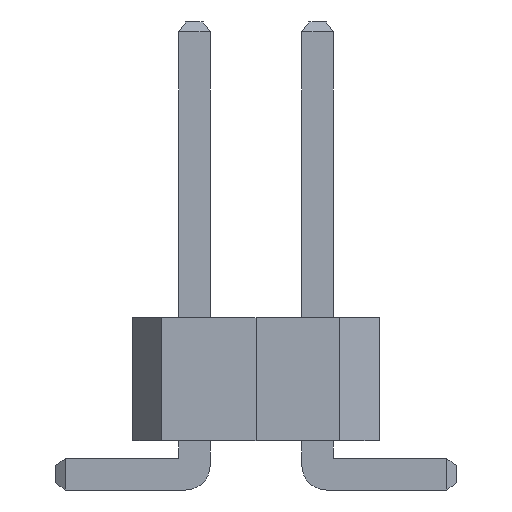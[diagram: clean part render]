
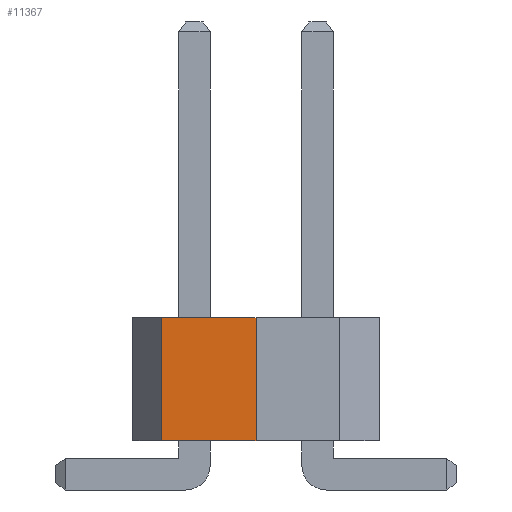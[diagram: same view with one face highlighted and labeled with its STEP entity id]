
A CAD part, front view. The second image highlights one B-rep face of the part: STEP entity #11367.
In plain terms, the highlighted planar face has unit normal (0, -1, 0).
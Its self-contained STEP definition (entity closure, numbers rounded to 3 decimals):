
#86 = VERTEX_POINT ( 'NONE', #10955 ) ;
#693 = PLANE ( 'NONE',  #19532 ) ;
#1716 = VECTOR ( 'NONE', #16656, 1000. ) ;
#2122 = CARTESIAN_POINT ( 'NONE',  ( 0., -12.68, 3.5 ) ) ;
#2556 = EDGE_CURVE ( 'NONE', #5235, #8860, #16292, .T. ) ;
#3675 = LINE ( 'NONE', #24829, #8608 ) ;
#4436 = FACE_OUTER_BOUND ( 'NONE', #8257, .T. ) ;
#4667 = VECTOR ( 'NONE', #21726, 1000. ) ;
#5235 = VERTEX_POINT ( 'NONE', #2122 ) ;
#5890 = ORIENTED_EDGE ( 'NONE', *, *, #19632, .T. ) ;
#7501 = VECTOR ( 'NONE', #10276, 1000. ) ;
#8257 = EDGE_LOOP ( 'NONE', ( #24852, #5890, #9645, #17101 ) ) ;
#8608 = VECTOR ( 'NONE', #20733, 1000. ) ;
#8860 = VERTEX_POINT ( 'NONE', #13032 ) ;
#9051 = CARTESIAN_POINT ( 'NONE',  ( 0., -12.68, 3.5 ) ) ;
#9645 = ORIENTED_EDGE ( 'NONE', *, *, #18123, .T. ) ;
#10276 = DIRECTION ( 'NONE',  ( 1., 0., 0. ) ) ;
#10606 = DIRECTION ( 'NONE',  ( 0., 0., -1. ) ) ;
#10955 = CARTESIAN_POINT ( 'NONE',  ( -1.919, -12.68, 3.5 ) ) ;
#11367 = ADVANCED_FACE ( 'NONE', ( #4436 ), #693, .F. ) ;
#11647 = CARTESIAN_POINT ( 'NONE',  ( -1.919, -12.68, 1. ) ) ;
#12046 = CARTESIAN_POINT ( 'NONE',  ( 0., -12.68, 1. ) ) ;
#13032 = CARTESIAN_POINT ( 'NONE',  ( 0., -12.68, 1. ) ) ;
#14162 = DIRECTION ( 'NONE',  ( 0., 1., 0. ) ) ;
#16292 = LINE ( 'NONE', #18321, #4667 ) ;
#16656 = DIRECTION ( 'NONE',  ( 1., 0., 0. ) ) ;
#17101 = ORIENTED_EDGE ( 'NONE', *, *, #2556, .F. ) ;
#17970 = CARTESIAN_POINT ( 'NONE',  ( 0., -12.68, 3.5 ) ) ;
#18123 = EDGE_CURVE ( 'NONE', #21489, #8860, #23264, .T. ) ;
#18321 = CARTESIAN_POINT ( 'NONE',  ( 0., -12.68, 3.5 ) ) ;
#18417 = EDGE_CURVE ( 'NONE', #86, #5235, #24545, .T. ) ;
#19532 = AXIS2_PLACEMENT_3D ( 'NONE', #17970, #14162, #10606 ) ;
#19632 = EDGE_CURVE ( 'NONE', #86, #21489, #3675, .T. ) ;
#20733 = DIRECTION ( 'NONE',  ( 0., 0., -1. ) ) ;
#21489 = VERTEX_POINT ( 'NONE', #11647 ) ;
#21726 = DIRECTION ( 'NONE',  ( 0., 0., -1. ) ) ;
#23264 = LINE ( 'NONE', #12046, #7501 ) ;
#24545 = LINE ( 'NONE', #9051, #1716 ) ;
#24829 = CARTESIAN_POINT ( 'NONE',  ( -1.919, -12.68, 3.5 ) ) ;
#24852 = ORIENTED_EDGE ( 'NONE', *, *, #18417, .F. ) ;
